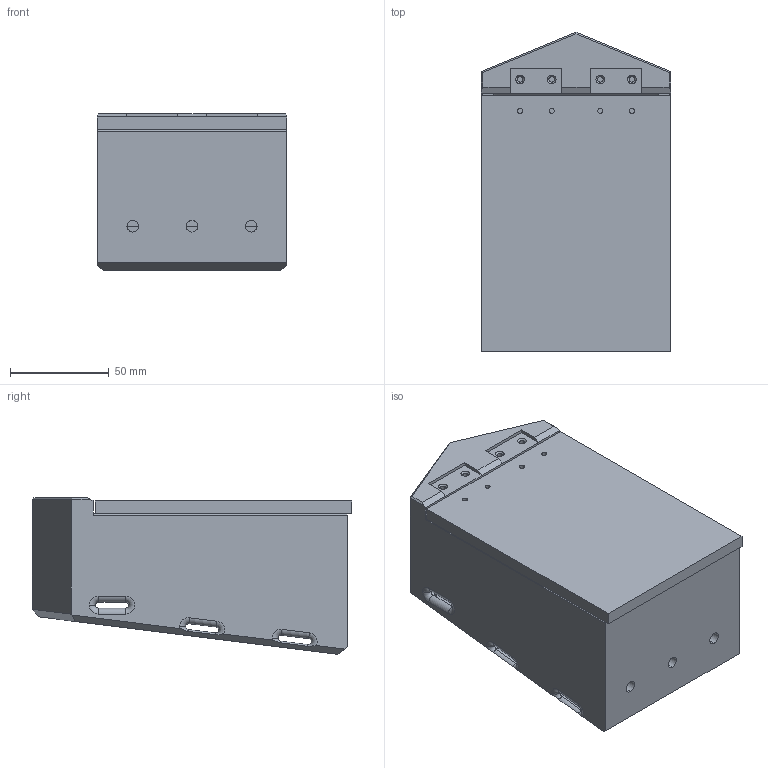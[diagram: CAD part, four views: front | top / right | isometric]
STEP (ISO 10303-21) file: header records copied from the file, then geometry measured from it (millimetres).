
FILE_DESCRIPTION (( 'STEP AP214' ), '1' );
FILE_NAME ('binobarn-v1b.STEP', '2022-10-29T04:04:09', ( '' ), ( '' ), 'SwSTEP 2.0', 'SolidWorks 2018', '' );
FILE_SCHEMA (( 'AUTOMOTIVE_DESIGN' ));
Length unit declared in the file: millimetre
Products named in the file (1): binobarn-v1b
Bounding box: 96 x 162 x 79.38 mm (x, y, z)
Volume: 435860.8 mm3; surface area: 141592.1 mm2
Topology: 3 solids, 3 shells, 174 faces, 450 edges, 282 vertices
Faces by surface type: cylinder 76, plane 69, torus 17, cone 12
Entity records: 5525 total; most frequent: CARTESIAN_POINT 1047, DIRECTION 963, ORIENTED_EDGE 900, EDGE_CURVE 450, AXIS2_PLACEMENT_3D 358, VERTEX_POINT 282, VECTOR 247, LINE 247
